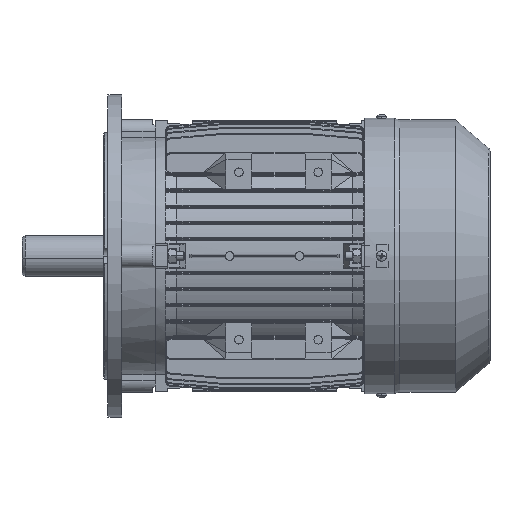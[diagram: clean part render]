
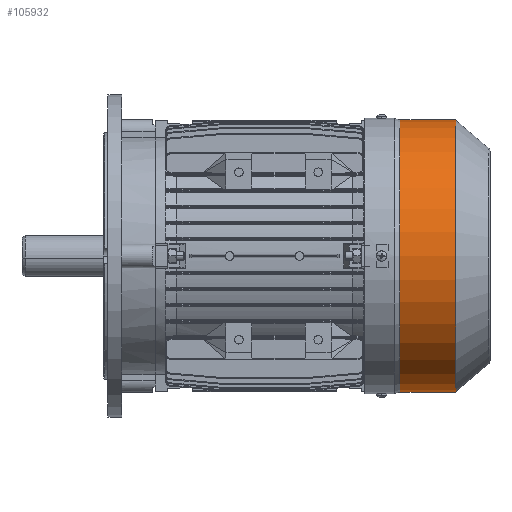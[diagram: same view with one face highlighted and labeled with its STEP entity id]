
A CAD part, front view. The second image highlights one B-rep face of the part: STEP entity #105932.
In plain terms, the highlighted cylindrical face has radius 126.7 mm (diameter 253.4 mm), a partial arc.
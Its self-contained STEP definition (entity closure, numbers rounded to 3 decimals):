
#20684 = CARTESIAN_POINT ( 'NONE',  ( 33., 0., -126.7 ) ) ;
#20685 = CARTESIAN_POINT ( 'NONE',  ( 33., 0., 126.7 ) ) ;
#20722 = CARTESIAN_POINT ( 'NONE',  ( 85., 0., 126.7 ) ) ;
#20773 = DIRECTION ( 'NONE',  ( -1., 0., 0. ) ) ;
#20774 = VECTOR ( 'NONE', #20773, 1000. ) ;
#20775 = CARTESIAN_POINT ( 'NONE',  ( 0., 0., 126.7 ) ) ;
#20776 = LINE ( 'NONE', #20775, #20774 ) ;
#20778 = DIRECTION ( 'NONE',  ( -1., 0., 0. ) ) ;
#20779 = VECTOR ( 'NONE', #20778, 1000. ) ;
#20780 = CARTESIAN_POINT ( 'NONE',  ( 0., 0., -126.7 ) ) ;
#20781 = LINE ( 'NONE', #20780, #20779 ) ;
#20782 = CARTESIAN_POINT ( 'NONE',  ( 85., 0., -126.7 ) ) ;
#20856 = DIRECTION ( 'NONE',  ( 0., 0., 1. ) ) ;
#20857 = DIRECTION ( 'NONE',  ( -1., 0., 0. ) ) ;
#20858 = AXIS2_PLACEMENT_3D ( 'NONE', #20865, #20857, #20856 ) ;
#20859 = CYLINDRICAL_SURFACE ( 'NONE', #20858, 126.7 ) ;
#20860 = FACE_OUTER_BOUND ( 'NONE', #105934, .T. ) ;
#20865 = CARTESIAN_POINT ( 'NONE',  ( 0., 0., 0. ) ) ;
#20869 = DIRECTION ( 'NONE',  ( 0., 0., 1. ) ) ;
#20870 = DIRECTION ( 'NONE',  ( -1., 0., 0. ) ) ;
#20871 = CARTESIAN_POINT ( 'NONE',  ( 85., 0., 0. ) ) ;
#20872 = AXIS2_PLACEMENT_3D ( 'NONE', #20871, #20870, #20869 ) ;
#20873 = CIRCLE ( 'NONE', #20872, 126.7 ) ;
#20914 = DIRECTION ( 'NONE',  ( 0., 0., 1. ) ) ;
#20915 = DIRECTION ( 'NONE',  ( -1., 0., 0. ) ) ;
#20916 = AXIS2_PLACEMENT_3D ( 'NONE', #20921, #20915, #20914 ) ;
#20917 = CIRCLE ( 'NONE', #20916, 126.7 ) ;
#20921 = CARTESIAN_POINT ( 'NONE',  ( 33., 0., 0. ) ) ;
#105736 = VERTEX_POINT ( 'NONE', #20685 ) ;
#105737 = VERTEX_POINT ( 'NONE', #20684 ) ;
#105821 = VERTEX_POINT ( 'NONE', #20722 ) ;
#105823 = VERTEX_POINT ( 'NONE', #20782 ) ;
#105827 = EDGE_CURVE ( 'NONE', #105823, #105737, #20781, .T. ) ;
#105834 = EDGE_CURVE ( 'NONE', #105821, #105736, #20776, .T. ) ;
#105928 = EDGE_CURVE ( 'NONE', #105823, #105821, #20873, .T. ) ;
#105932 = ADVANCED_FACE ( 'NONE', ( #20860 ), #20859, .T. ) ;
#105934 = EDGE_LOOP ( 'NONE', ( #105938, #105981, #105983, #105986 ) ) ;
#105938 = ORIENTED_EDGE ( 'NONE', *, *, #105827, .F. ) ;
#105981 = ORIENTED_EDGE ( 'NONE', *, *, #105928, .T. ) ;
#105983 = ORIENTED_EDGE ( 'NONE', *, *, #105834, .T. ) ;
#105986 = ORIENTED_EDGE ( 'NONE', *, *, #105993, .F. ) ;
#105993 = EDGE_CURVE ( 'NONE', #105737, #105736, #20917, .T. ) ;
